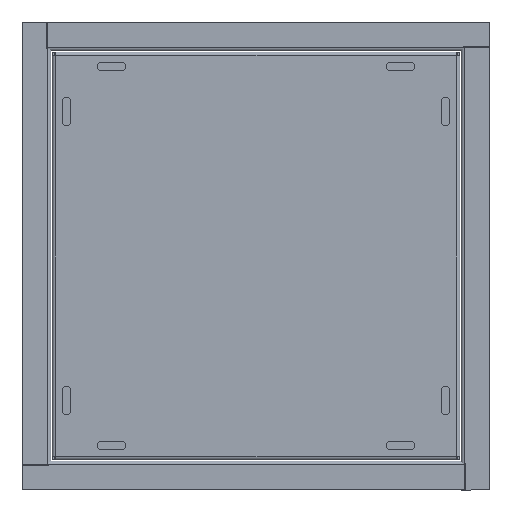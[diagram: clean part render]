
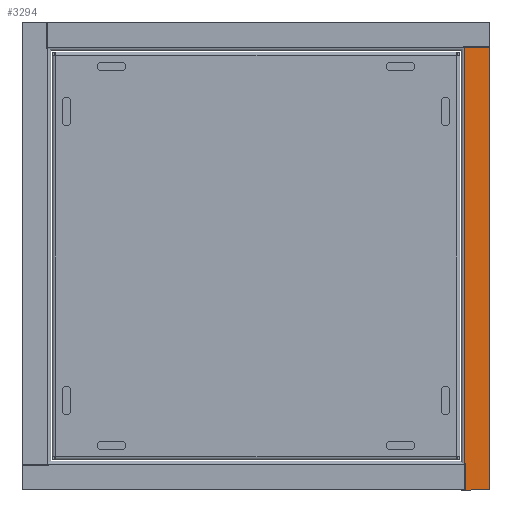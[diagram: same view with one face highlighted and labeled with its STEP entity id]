
A CAD part, front view. The second image highlights one B-rep face of the part: STEP entity #3294.
In plain terms, the highlighted planar face has unit normal (0, -1, 0).
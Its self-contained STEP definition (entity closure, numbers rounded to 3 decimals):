
#83 = LINE ( 'NONE', #3045, #3043 ) ;
#103 = LINE ( 'NONE', #826, #1855 ) ;
#296 = EDGE_CURVE ( 'NONE', #799, #1666, #83, .T. ) ;
#324 = VECTOR ( 'NONE', #967, 1000. ) ;
#607 = EDGE_CURVE ( 'NONE', #1951, #652, #103, .T. ) ;
#647 = CARTESIAN_POINT ( 'NONE',  ( 17.9, 0., 306.8 ) ) ;
#652 = VERTEX_POINT ( 'NONE', #1924 ) ;
#799 = VERTEX_POINT ( 'NONE', #1359 ) ;
#818 = CARTESIAN_POINT ( 'NONE',  ( 0., 0., 306.8 ) ) ;
#826 = CARTESIAN_POINT ( 'NONE',  ( 0., 0., 0. ) ) ;
#827 = DIRECTION ( 'NONE',  ( 0., 1., 0. ) ) ;
#914 = EDGE_CURVE ( 'NONE', #799, #1951, #996, .T. ) ;
#967 = DIRECTION ( 'NONE',  ( 0., 0., -1. ) ) ;
#996 = LINE ( 'NONE', #2161, #1360 ) ;
#1280 = EDGE_CURVE ( 'NONE', #1666, #652, #3376, .T. ) ;
#1359 = CARTESIAN_POINT ( 'NONE',  ( 0., 0., 306.8 ) ) ;
#1360 = VECTOR ( 'NONE', #1889, 1000. ) ;
#1621 = ORIENTED_EDGE ( 'NONE', *, *, #1280, .F. ) ;
#1666 = VERTEX_POINT ( 'NONE', #647 ) ;
#1725 = AXIS2_PLACEMENT_3D ( 'NONE', #818, #827, #1984 ) ;
#1855 = VECTOR ( 'NONE', #2621, 1000. ) ;
#1889 = DIRECTION ( 'NONE',  ( 0., 0., -1. ) ) ;
#1924 = CARTESIAN_POINT ( 'NONE',  ( 17.9, 0., 0. ) ) ;
#1926 = ORIENTED_EDGE ( 'NONE', *, *, #914, .T. ) ;
#1951 = VERTEX_POINT ( 'NONE', #3630 ) ;
#1984 = DIRECTION ( 'NONE',  ( 0., 0., 1. ) ) ;
#2161 = CARTESIAN_POINT ( 'NONE',  ( 0., 0., 306.8 ) ) ;
#2346 = DIRECTION ( 'NONE',  ( 1., 0., 0. ) ) ;
#2430 = CARTESIAN_POINT ( 'NONE',  ( 17.9, 0., 306.8 ) ) ;
#2621 = DIRECTION ( 'NONE',  ( 1., 0., 0. ) ) ;
#2699 = ORIENTED_EDGE ( 'NONE', *, *, #607, .T. ) ;
#3043 = VECTOR ( 'NONE', #2346, 1000. ) ;
#3045 = CARTESIAN_POINT ( 'NONE',  ( 0., 0., 306.8 ) ) ;
#3060 = ORIENTED_EDGE ( 'NONE', *, *, #296, .F. ) ;
#3126 = FACE_OUTER_BOUND ( 'NONE', #3258, .T. ) ;
#3258 = EDGE_LOOP ( 'NONE', ( #1621, #3060, #1926, #2699 ) ) ;
#3294 = ADVANCED_FACE ( 'NONE', ( #3126 ), #3738, .F. ) ;
#3376 = LINE ( 'NONE', #2430, #324 ) ;
#3630 = CARTESIAN_POINT ( 'NONE',  ( 0., 0., 0. ) ) ;
#3738 = PLANE ( 'NONE',  #1725 ) ;
